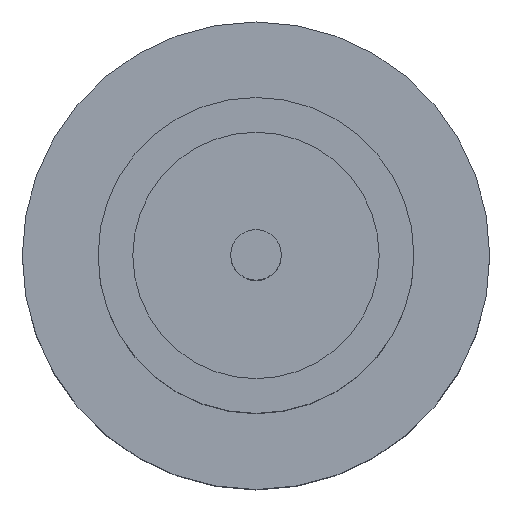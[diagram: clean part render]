
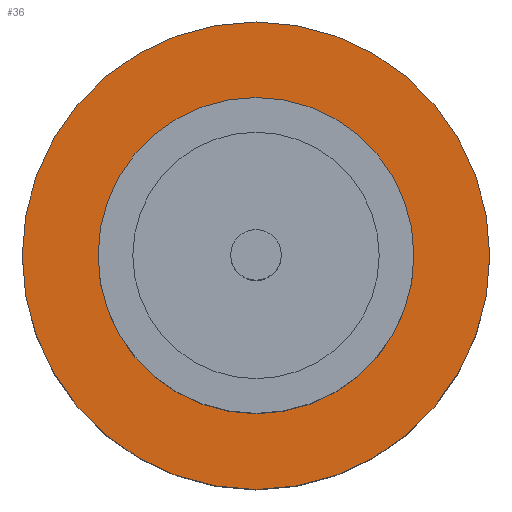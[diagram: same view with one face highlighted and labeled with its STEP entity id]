
A CAD part, top view. The second image highlights one B-rep face of the part: STEP entity #36.
In plain terms, the highlighted planar face has unit normal (0, 0, 1).
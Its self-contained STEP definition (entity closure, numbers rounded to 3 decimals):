
#3 = AXIS2_PLACEMENT_3D ( 'NONE', #568, #632, #234 ) ;
#36 = ADVANCED_FACE ( 'NONE', ( #507, #410 ), #67, .T. ) ;
#66 = CARTESIAN_POINT ( 'NONE',  ( 0., 0., 1.55 ) ) ;
#67 = PLANE ( 'NONE',  #249 ) ;
#120 = CARTESIAN_POINT ( 'NONE',  ( 0., 0., 1.55 ) ) ;
#135 = CARTESIAN_POINT ( 'NONE',  ( -1.25, 0., 1.55 ) ) ;
#145 = CARTESIAN_POINT ( 'NONE',  ( 1.85, 0., 1.55 ) ) ;
#149 = CARTESIAN_POINT ( 'NONE',  ( 0., 0., 1.55 ) ) ;
#163 = CIRCLE ( 'NONE', #340, 1.85 ) ;
#174 = DIRECTION ( 'NONE',  ( 0., 0., 1. ) ) ;
#175 = EDGE_LOOP ( 'NONE', ( #777, #565 ) ) ;
#199 = CIRCLE ( 'NONE', #322, 1.85 ) ;
#234 = DIRECTION ( 'NONE',  ( 1., 0., 0. ) ) ;
#249 = AXIS2_PLACEMENT_3D ( 'NONE', #66, #854, #399 ) ;
#302 = CARTESIAN_POINT ( 'NONE',  ( 0., 0., 1.55 ) ) ;
#322 = AXIS2_PLACEMENT_3D ( 'NONE', #302, #174, #508 ) ;
#331 = VERTEX_POINT ( 'NONE', #393 ) ;
#340 = AXIS2_PLACEMENT_3D ( 'NONE', #120, #665, #405 ) ;
#358 = AXIS2_PLACEMENT_3D ( 'NONE', #149, #624, #423 ) ;
#363 = EDGE_CURVE ( 'NONE', #331, #575, #163, .T. ) ;
#393 = CARTESIAN_POINT ( 'NONE',  ( -1.85, 0., 1.55 ) ) ;
#399 = DIRECTION ( 'NONE',  ( 1., 0., 0. ) ) ;
#405 = DIRECTION ( 'NONE',  ( 1., 0., 0. ) ) ;
#410 = FACE_OUTER_BOUND ( 'NONE', #175, .T. ) ;
#416 = ORIENTED_EDGE ( 'NONE', *, *, #712, .F. ) ;
#423 = DIRECTION ( 'NONE',  ( 1., 0., 0. ) ) ;
#458 = VERTEX_POINT ( 'NONE', #546 ) ;
#469 = CIRCLE ( 'NONE', #3, 1.25 ) ;
#487 = VERTEX_POINT ( 'NONE', #135 ) ;
#489 = ORIENTED_EDGE ( 'NONE', *, *, #778, .F. ) ;
#507 = FACE_BOUND ( 'NONE', #513, .T. ) ;
#508 = DIRECTION ( 'NONE',  ( 1., 0., 0. ) ) ;
#513 = EDGE_LOOP ( 'NONE', ( #416, #489 ) ) ;
#546 = CARTESIAN_POINT ( 'NONE',  ( 1.25, 0., 1.55 ) ) ;
#565 = ORIENTED_EDGE ( 'NONE', *, *, #818, .T. ) ;
#568 = CARTESIAN_POINT ( 'NONE',  ( 0., 0., 1.55 ) ) ;
#575 = VERTEX_POINT ( 'NONE', #145 ) ;
#624 = DIRECTION ( 'NONE',  ( 0., 0., 1. ) ) ;
#632 = DIRECTION ( 'NONE',  ( 0., 0., 1. ) ) ;
#665 = DIRECTION ( 'NONE',  ( 0., 0., 1. ) ) ;
#712 = EDGE_CURVE ( 'NONE', #458, #487, #734, .T. ) ;
#734 = CIRCLE ( 'NONE', #358, 1.25 ) ;
#777 = ORIENTED_EDGE ( 'NONE', *, *, #363, .T. ) ;
#778 = EDGE_CURVE ( 'NONE', #487, #458, #469, .T. ) ;
#818 = EDGE_CURVE ( 'NONE', #575, #331, #199, .T. ) ;
#854 = DIRECTION ( 'NONE',  ( 0., 0., 1. ) ) ;
